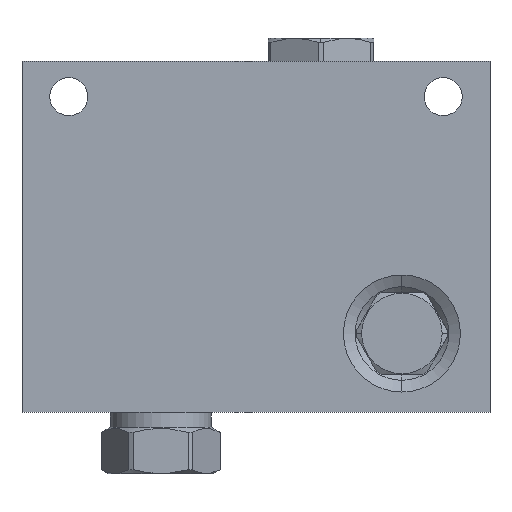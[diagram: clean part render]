
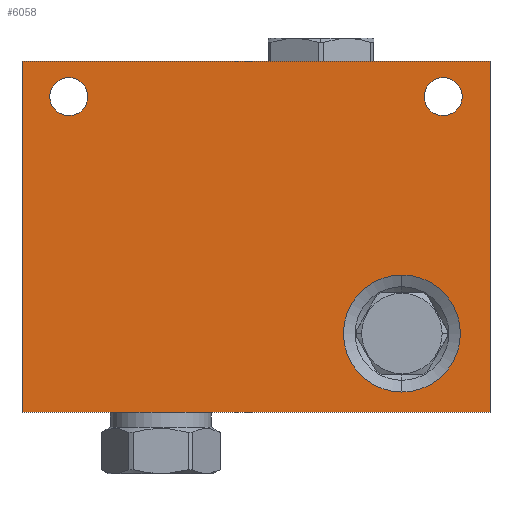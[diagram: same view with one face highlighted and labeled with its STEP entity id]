
A CAD part, front view. The second image highlights one B-rep face of the part: STEP entity #6058.
In plain terms, the highlighted planar face has unit normal (0, -1, 0).
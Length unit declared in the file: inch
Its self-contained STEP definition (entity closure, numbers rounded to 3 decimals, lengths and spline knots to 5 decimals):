
#5=DIRECTION('',(1.,0.,0.));
#6=VECTOR('',#5,5.);
#7=CARTESIAN_POINT('',(0.,-4.,0.));
#8=LINE('',#7,#6);
#105=DIRECTION('',(0.,0.,1.));
#106=VECTOR('',#105,3.75);
#107=CARTESIAN_POINT('',(5.,-4.,0.));
#108=LINE('',#107,#106);
#139=DIRECTION('',(0.,0.,1.));
#140=VECTOR('',#139,3.75);
#141=CARTESIAN_POINT('',(0.,-4.,0.));
#142=LINE('',#141,#140);
#143=CARTESIAN_POINT('',(4.059,-4.,0.844));
#144=DIRECTION('',(0.,1.,0.));
#145=DIRECTION('',(0.,0.,-1.));
#146=AXIS2_PLACEMENT_3D('',#143,#144,#145);
#148=CARTESIAN_POINT('',(4.059,-4.,0.844));
#149=DIRECTION('',(0.,1.,0.));
#150=DIRECTION('',(0.,0.,1.));
#151=AXIS2_PLACEMENT_3D('',#148,#149,#150);
#153=CARTESIAN_POINT('',(4.5,-4.,3.375));
#154=DIRECTION('',(0.,1.,0.));
#155=DIRECTION('',(0.,0.,-1.));
#156=AXIS2_PLACEMENT_3D('',#153,#154,#155);
#158=CARTESIAN_POINT('',(4.5,-4.,3.375));
#159=DIRECTION('',(0.,1.,0.));
#160=DIRECTION('',(0.,0.,1.));
#161=AXIS2_PLACEMENT_3D('',#158,#159,#160);
#163=CARTESIAN_POINT('',(0.5,-4.,3.375));
#164=DIRECTION('',(0.,1.,0.));
#165=DIRECTION('',(0.,0.,-1.));
#166=AXIS2_PLACEMENT_3D('',#163,#164,#165);
#168=CARTESIAN_POINT('',(0.5,-4.,3.375));
#169=DIRECTION('',(0.,1.,0.));
#170=DIRECTION('',(0.,0.,1.));
#171=AXIS2_PLACEMENT_3D('',#168,#169,#170);
#185=DIRECTION('',(1.,0.,0.));
#186=VECTOR('',#185,5.);
#187=CARTESIAN_POINT('',(0.,-4.,3.75));
#188=LINE('',#187,#186);
#5205=CARTESIAN_POINT('',(0.,-4.,0.));
#5207=VERTEX_POINT('',#5205);
#5208=CARTESIAN_POINT('',(5.,-4.,0.));
#5209=VERTEX_POINT('',#5208);
#5213=CARTESIAN_POINT('',(0.,-4.,3.75));
#5215=VERTEX_POINT('',#5213);
#5216=CARTESIAN_POINT('',(5.,-4.,3.75));
#5217=VERTEX_POINT('',#5216);
#5680=CARTESIAN_POINT('',(4.059,-4.,0.219));
#5681=CARTESIAN_POINT('',(4.059,-4.,1.469));
#5682=VERTEX_POINT('',#5680);
#5683=VERTEX_POINT('',#5681);
#5688=CARTESIAN_POINT('',(4.5,-4.,3.172));
#5689=CARTESIAN_POINT('',(4.5,-4.,3.578));
#5690=VERTEX_POINT('',#5688);
#5691=VERTEX_POINT('',#5689);
#5696=CARTESIAN_POINT('',(0.5,-4.,3.172));
#5697=CARTESIAN_POINT('',(0.5,-4.,3.578));
#5698=VERTEX_POINT('',#5696);
#5699=VERTEX_POINT('',#5697);
#6028=CARTESIAN_POINT('',(0.,-4.,0.));
#6029=DIRECTION('',(0.,-1.,0.));
#6030=DIRECTION('',(1.,0.,0.));
#6031=AXIS2_PLACEMENT_3D('',#6028,#6029,#6030);
#6032=PLANE('',#6031);
#6033=ORIENTED_EDGE('',*,*,#5910,.F.);
#6034=ORIENTED_EDGE('',*,*,#5941,.T.);
#6036=ORIENTED_EDGE('',*,*,#6035,.T.);
#6037=ORIENTED_EDGE('',*,*,#6002,.F.);
#6038=EDGE_LOOP('',(#6033,#6034,#6036,#6037));
#6039=FACE_OUTER_BOUND('',#6038,.F.);
#6041=ORIENTED_EDGE('',*,*,#6040,.F.);
#6043=ORIENTED_EDGE('',*,*,#6042,.F.);
#6044=EDGE_LOOP('',(#6041,#6043));
#6045=FACE_BOUND('',#6044,.F.);
#6047=ORIENTED_EDGE('',*,*,#6046,.F.);
#6049=ORIENTED_EDGE('',*,*,#6048,.F.);
#6050=EDGE_LOOP('',(#6047,#6049));
#6051=FACE_BOUND('',#6050,.F.);
#6053=ORIENTED_EDGE('',*,*,#6052,.F.);
#6055=ORIENTED_EDGE('',*,*,#6054,.F.);
#6056=EDGE_LOOP('',(#6053,#6055));
#6057=FACE_BOUND('',#6056,.F.);
#6058=ADVANCED_FACE('',(#6039,#6045,#6051,#6057),#6032,.T.);
#147=CIRCLE('',#146,0.625);
#152=CIRCLE('',#151,0.625);
#157=CIRCLE('',#156,0.203);
#162=CIRCLE('',#161,0.203);
#167=CIRCLE('',#166,0.203);
#172=CIRCLE('',#171,0.203);
#5910=EDGE_CURVE('',#5207,#5209,#8,.T.);
#5941=EDGE_CURVE('',#5207,#5215,#142,.T.);
#6002=EDGE_CURVE('',#5209,#5217,#108,.T.);
#6035=EDGE_CURVE('',#5215,#5217,#188,.T.);
#6040=EDGE_CURVE('',#5682,#5683,#147,.T.);
#6042=EDGE_CURVE('',#5683,#5682,#152,.T.);
#6046=EDGE_CURVE('',#5690,#5691,#157,.T.);
#6048=EDGE_CURVE('',#5691,#5690,#162,.T.);
#6052=EDGE_CURVE('',#5698,#5699,#167,.T.);
#6054=EDGE_CURVE('',#5699,#5698,#172,.T.);
